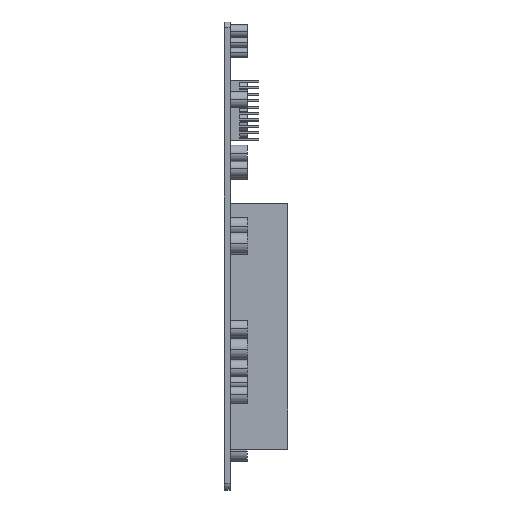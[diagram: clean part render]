
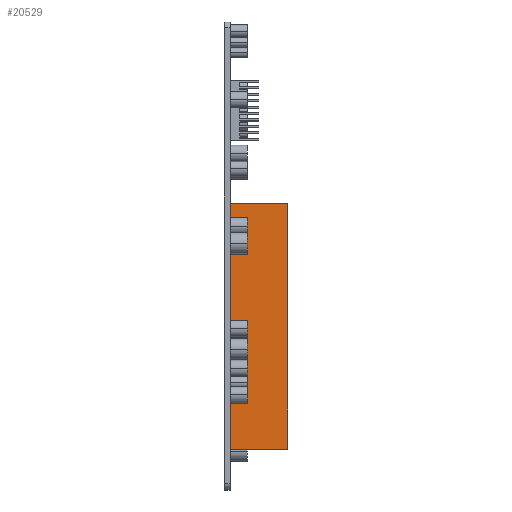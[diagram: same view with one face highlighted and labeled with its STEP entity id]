
A CAD part, top view. The second image highlights one B-rep face of the part: STEP entity #20529.
In plain terms, the highlighted planar face has unit normal (0, 0, 1).
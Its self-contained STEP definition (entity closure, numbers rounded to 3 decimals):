
#1316 = AXIS2_PLACEMENT_3D ( 'NONE', #4320, #6333, #1964 ) ;
#1392 = LINE ( 'NONE', #27835, #10106 ) ;
#1964 = DIRECTION ( 'NONE',  ( 0., 1., 0. ) ) ;
#2763 = VERTEX_POINT ( 'NONE', #17158 ) ;
#3393 = EDGE_CURVE ( 'NONE', #11862, #2763, #8848, .T. ) ;
#3419 = CARTESIAN_POINT ( 'NONE',  ( 33., -101.027, 86.798 ) ) ;
#3858 = ORIENTED_EDGE ( 'NONE', *, *, #6803, .F. ) ;
#4320 = CARTESIAN_POINT ( 'NONE',  ( 33., 27.424, 86.798 ) ) ;
#4555 = EDGE_LOOP ( 'NONE', ( #11635, #3858, #21519, #11483 ) ) ;
#4992 = VERTEX_POINT ( 'NONE', #25303 ) ;
#6333 = DIRECTION ( 'NONE',  ( 0., 0., -1. ) ) ;
#6803 = EDGE_CURVE ( 'NONE', #4992, #20592, #16347, .T. ) ;
#8848 = LINE ( 'NONE', #13895, #9295 ) ;
#9295 = VECTOR ( 'NONE', #24789, 1000. ) ;
#10106 = VECTOR ( 'NONE', #16782, 1000. ) ;
#11241 = VECTOR ( 'NONE', #12265, 1000. ) ;
#11411 = CARTESIAN_POINT ( 'NONE',  ( 3., -101.027, 86.798 ) ) ;
#11483 = ORIENTED_EDGE ( 'NONE', *, *, #3393, .T. ) ;
#11635 = ORIENTED_EDGE ( 'NONE', *, *, #22336, .T. ) ;
#11862 = VERTEX_POINT ( 'NONE', #27468 ) ;
#12265 = DIRECTION ( 'NONE',  ( -1., 0., 0. ) ) ;
#13895 = CARTESIAN_POINT ( 'NONE',  ( 33., 27.424, 86.798 ) ) ;
#15301 = LINE ( 'NONE', #24292, #25663 ) ;
#15598 = DIRECTION ( 'NONE',  ( 0., -1., 0. ) ) ;
#16347 = LINE ( 'NONE', #3419, #11241 ) ;
#16782 = DIRECTION ( 'NONE',  ( 0., -1., 0. ) ) ;
#17158 = CARTESIAN_POINT ( 'NONE',  ( 3., 27.424, 86.798 ) ) ;
#19588 = FACE_OUTER_BOUND ( 'NONE', #4555, .T. ) ;
#20529 = ADVANCED_FACE ( 'NONE', ( #19588 ), #24320, .F. ) ;
#20592 = VERTEX_POINT ( 'NONE', #11411 ) ;
#21217 = EDGE_CURVE ( 'NONE', #11862, #4992, #1392, .T. ) ;
#21519 = ORIENTED_EDGE ( 'NONE', *, *, #21217, .F. ) ;
#22336 = EDGE_CURVE ( 'NONE', #2763, #20592, #15301, .T. ) ;
#24292 = CARTESIAN_POINT ( 'NONE',  ( 3., 27.424, 86.798 ) ) ;
#24320 = PLANE ( 'NONE',  #1316 ) ;
#24789 = DIRECTION ( 'NONE',  ( -1., 0., 0. ) ) ;
#25303 = CARTESIAN_POINT ( 'NONE',  ( 33., -101.027, 86.798 ) ) ;
#25663 = VECTOR ( 'NONE', #15598, 1000. ) ;
#27468 = CARTESIAN_POINT ( 'NONE',  ( 33., 27.424, 86.798 ) ) ;
#27835 = CARTESIAN_POINT ( 'NONE',  ( 33., 27.424, 86.798 ) ) ;
